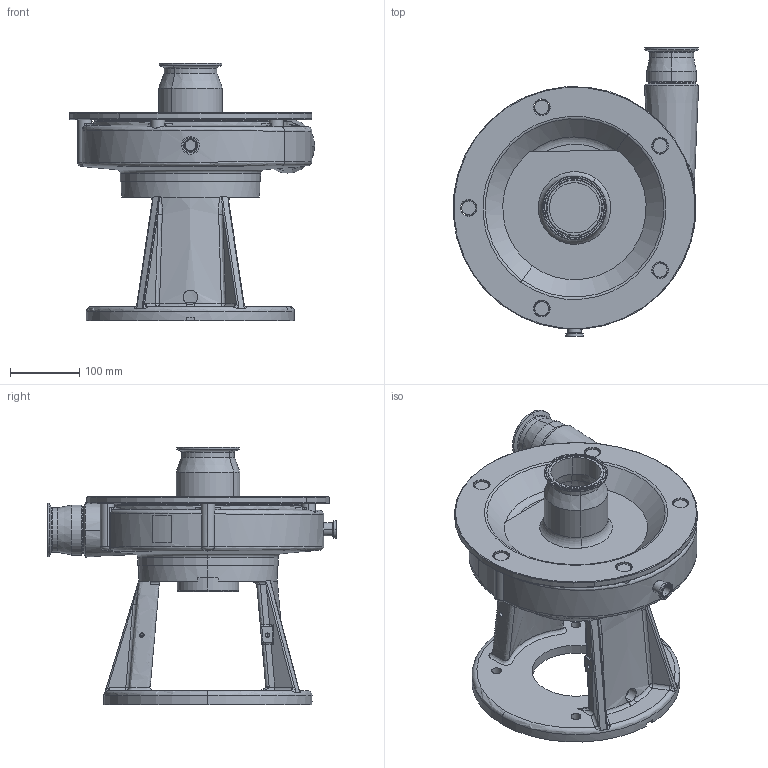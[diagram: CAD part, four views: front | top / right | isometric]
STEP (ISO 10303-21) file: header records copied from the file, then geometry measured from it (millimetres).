
FILE_DESCRIPTION (( 'STEP AP214' ), '1' );
FILE_NAME ('FPX 3551-3552 280TC VERT 3-4 IN STR DRAIN.STEP', '2023-01-16T19:49:32', ( '' ), ( '' ), 'SwSTEP 2.0', 'SolidWorks 2021', '' );
FILE_SCHEMA (( 'AUTOMOTIVE_DESIGN' ));
Length unit declared in the file: millimetre
Products named in the file (1): FPX 3551-3552 280TC VERT 3-4 IN STR DRAIN
Bounding box: 353.57 x 416 x 370.5 mm (x, y, z)
Volume: 8180880 mm3; surface area: 803391.2 mm2
Topology: 1 solids, 4 shells, 535 faces, 1326 edges, 804 vertices
Faces by surface type: cylinder 181, plane 107, bspline 102, cone 78, torus 57, sphere 10
Entity records: 26032 total; most frequent: CARTESIAN_POINT 14312, ORIENTED_EDGE 2620, DIRECTION 2253, EDGE_CURVE 1310, AXIS2_PLACEMENT_3D 941, VERTEX_POINT 804, EDGE_LOOP 582, ADVANCED_FACE 535
